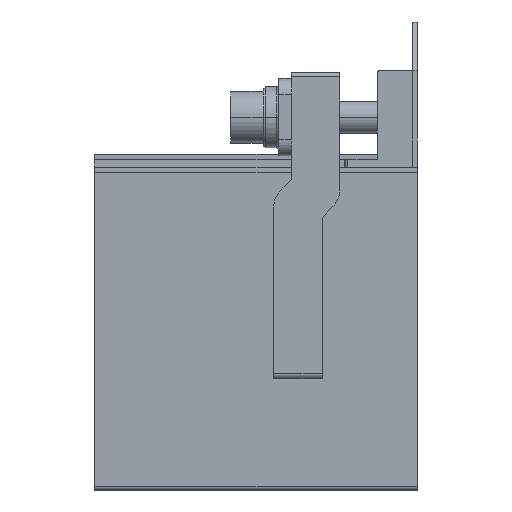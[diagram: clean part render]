
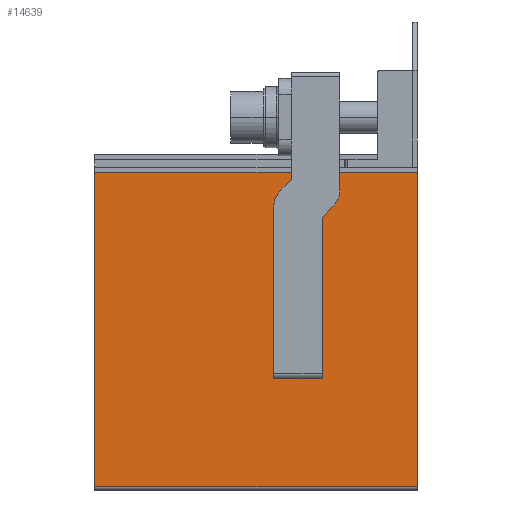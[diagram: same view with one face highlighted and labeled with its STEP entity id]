
A CAD part, left-side view. The second image highlights one B-rep face of the part: STEP entity #14639.
In plain terms, the highlighted planar face has unit normal (-1, 0, -0.003).
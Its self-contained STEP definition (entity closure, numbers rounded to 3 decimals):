
#14612=AXIS2_PLACEMENT_3D('Plane Axis2P3D',#14609,#14610,#14611) ;
#14562=CARTESIAN_POINT('Vertex',(-36.001,0.,-98.002)) ;
#14567=CARTESIAN_POINT('Line Origine',(-36.001,50.,-98.002)) ;
#14571=CARTESIAN_POINT('Vertex',(-36.001,100.,-98.002)) ;
#14609=CARTESIAN_POINT('Axis2P3D Location',(-35.704,0.,-198.098)) ;
#14614=CARTESIAN_POINT('Line Origine',(-36.145,0.,-49.301)) ;
#14618=CARTESIAN_POINT('Vertex',(-36.289,0.,-0.6)) ;
#14621=CARTESIAN_POINT('Line Origine',(-36.289,50.,-0.6)) ;
#14625=CARTESIAN_POINT('Vertex',(-36.289,100.,-0.6)) ;
#14628=CARTESIAN_POINT('Line Origine',(-36.145,100.,-49.301)) ;
#14568=DIRECTION('Vector Direction',(0.,-1.,0.)) ;
#14610=DIRECTION('Axis2P3D Direction',(1.,0.,0.003)) ;
#14611=DIRECTION('Axis2P3D XDirection',(-0.003,0.,1.)) ;
#14615=DIRECTION('Vector Direction',(-0.003,0.,1.)) ;
#14622=DIRECTION('Vector Direction',(0.,-1.,0.)) ;
#14629=DIRECTION('Vector Direction',(-0.003,0.,1.)) ;
#14569=VECTOR('Line Direction',#14568,1.) ;
#14616=VECTOR('Line Direction',#14615,1.) ;
#14623=VECTOR('Line Direction',#14622,1.) ;
#14630=VECTOR('Line Direction',#14629,1.) ;
#14634=ORIENTED_EDGE('',*,*,#14573,.T.) ;
#14635=ORIENTED_EDGE('',*,*,#14620,.T.) ;
#14636=ORIENTED_EDGE('',*,*,#14627,.F.) ;
#14637=ORIENTED_EDGE('',*,*,#14632,.F.) ;
#14639=ADVANCED_FACE('RA0710002_1PA_001_00_SEPARATORE_DI FASE_100mm',(#14638),#14613,.F.) ;
#14573=EDGE_CURVE('',#14572,#14563,#14570,.T.) ;
#14620=EDGE_CURVE('',#14563,#14619,#14617,.T.) ;
#14627=EDGE_CURVE('',#14626,#14619,#14624,.T.) ;
#14632=EDGE_CURVE('',#14572,#14626,#14631,.T.) ;
#14633=EDGE_LOOP('',(#14634,#14635,#14636,#14637)) ;
#14638=FACE_OUTER_BOUND('',#14633,.T.) ;
#14570=LINE('Line',#14567,#14569) ;
#14617=LINE('Line',#14614,#14616) ;
#14624=LINE('Line',#14621,#14623) ;
#14631=LINE('Line',#14628,#14630) ;
#14613=PLANE('',#14612) ;
#14563=VERTEX_POINT('',#14562) ;
#14572=VERTEX_POINT('',#14571) ;
#14619=VERTEX_POINT('',#14618) ;
#14626=VERTEX_POINT('',#14625) ;
